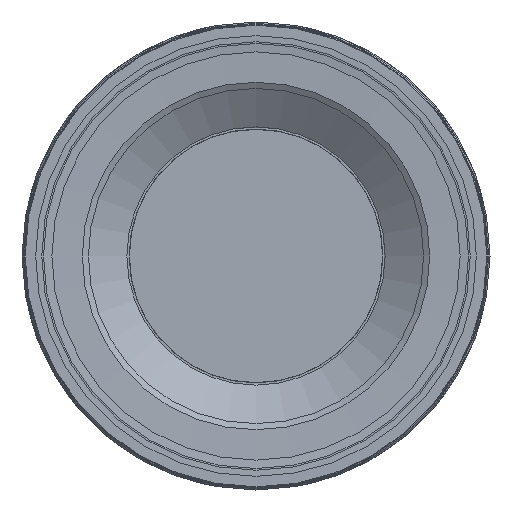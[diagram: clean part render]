
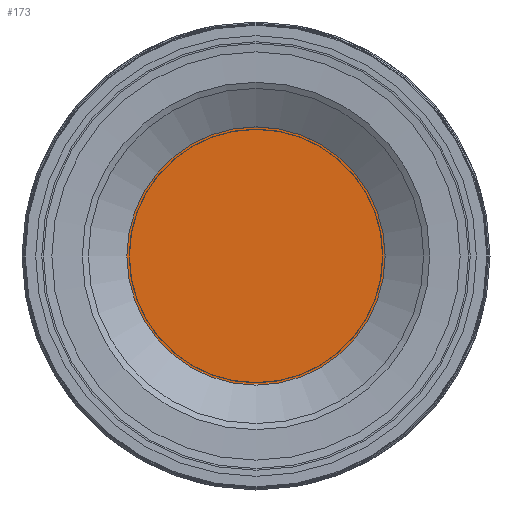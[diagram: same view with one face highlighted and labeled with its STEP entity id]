
A CAD part, left-side view. The second image highlights one B-rep face of the part: STEP entity #173.
In plain terms, the highlighted planar face has unit normal (-1, 0, 0).
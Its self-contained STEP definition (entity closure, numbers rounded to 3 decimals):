
#112=FACE_OUTER_BOUND('',#309,.T.);
#156=PLANE('',#735);
#173=ADVANCED_FACE('',(#112),#156,.F.);
#309=EDGE_LOOP('',(#383));
#383=ORIENTED_EDGE('',*,*,#584,.T.);
#532=VERTEX_POINT('',#1075);
#584=EDGE_CURVE('',#532,#532,#666,.T.);
#666=CIRCLE('',#733,9.582);
#733=AXIS2_PLACEMENT_3D('',#1074,#866,#867);
#735=AXIS2_PLACEMENT_3D('',#1077,#870,#871);
#866=DIRECTION('',(-1.,0.,0.));
#867=DIRECTION('',(0.,-1.,0.));
#870=DIRECTION('',(1.,0.,0.));
#871=DIRECTION('',(0.,1.,0.));
#1074=CARTESIAN_POINT('',(2.2,0.,0.));
#1075=CARTESIAN_POINT('',(2.2,-9.582,0.));
#1077=CARTESIAN_POINT('',(2.2,9.582,0.));
